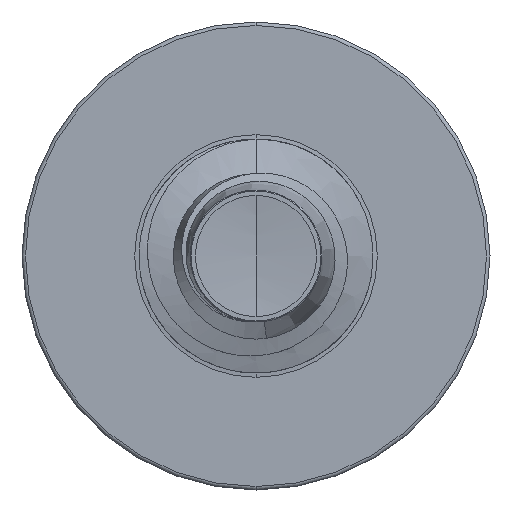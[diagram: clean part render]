
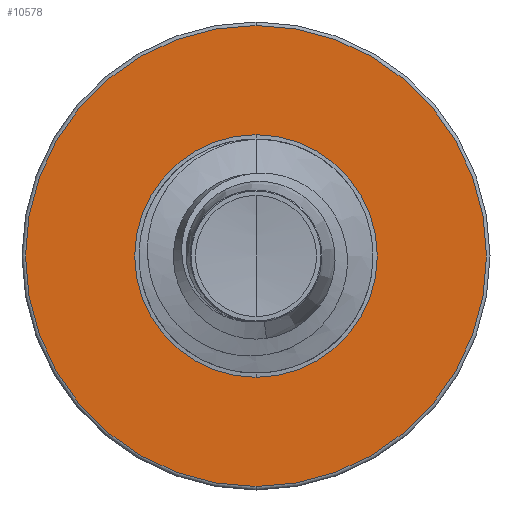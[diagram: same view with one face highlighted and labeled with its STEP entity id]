
A CAD part, front view. The second image highlights one B-rep face of the part: STEP entity #10578.
In plain terms, the highlighted planar face has unit normal (0, -1, 0).
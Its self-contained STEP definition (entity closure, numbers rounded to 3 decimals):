
#536 = FACE_OUTER_BOUND ( 'NONE', #9504, .T. ) ;
#559 = CIRCLE ( 'NONE', #5593, 2.463 ) ;
#1157 = ORIENTED_EDGE ( 'NONE', *, *, #8578, .F. ) ;
#1699 = DIRECTION ( 'NONE',  ( 0., 0., 1. ) ) ;
#1722 = DIRECTION ( 'NONE',  ( 0., 1., 0. ) ) ;
#1726 = CARTESIAN_POINT ( 'NONE',  ( 0., 6., 2.463 ) ) ;
#1746 = CARTESIAN_POINT ( 'NONE',  ( 0., 6., 0. ) ) ;
#3754 = VERTEX_POINT ( 'NONE', #1726 ) ;
#4188 = CARTESIAN_POINT ( 'NONE',  ( 0., 6., -1.296 ) ) ;
#4571 = EDGE_CURVE ( 'NONE', #5942, #12467, #12941, .T. ) ;
#5593 = AXIS2_PLACEMENT_3D ( 'NONE', #1746, #1722, #1699 ) ;
#5942 = VERTEX_POINT ( 'NONE', #4188 ) ;
#6844 = AXIS2_PLACEMENT_3D ( 'NONE', #10500, #10279, #10103 ) ;
#7109 = AXIS2_PLACEMENT_3D ( 'NONE', #7331, #7187, #7171 ) ;
#7171 = DIRECTION ( 'NONE',  ( 0., 0., 1. ) ) ;
#7187 = DIRECTION ( 'NONE',  ( 0., 1., 0. ) ) ;
#7208 = PLANE ( 'NONE',  #7109 ) ;
#7331 = CARTESIAN_POINT ( 'NONE',  ( 0., 6., -1.296 ) ) ;
#8339 = EDGE_LOOP ( 'NONE', ( #9140, #13575 ) ) ;
#8578 = EDGE_CURVE ( 'NONE', #11507, #3754, #559, .T. ) ;
#8844 = DIRECTION ( 'NONE',  ( 0., 0., 1. ) ) ;
#8848 = DIRECTION ( 'NONE',  ( 0., 1., 0. ) ) ;
#8858 = CARTESIAN_POINT ( 'NONE',  ( 0., 6., 0. ) ) ;
#9140 = ORIENTED_EDGE ( 'NONE', *, *, #10262, .T. ) ;
#9465 = CIRCLE ( 'NONE', #10775, 1.296 ) ;
#9504 = EDGE_LOOP ( 'NONE', ( #13407, #1157 ) ) ;
#9564 = CARTESIAN_POINT ( 'NONE',  ( 0., 6., -2.462 ) ) ;
#9803 = EDGE_CURVE ( 'NONE', #3754, #11507, #12824, .T. ) ;
#10103 = DIRECTION ( 'NONE',  ( 0., 0., 1. ) ) ;
#10262 = EDGE_CURVE ( 'NONE', #12467, #5942, #9465, .T. ) ;
#10279 = DIRECTION ( 'NONE',  ( 0., 1., 0. ) ) ;
#10500 = CARTESIAN_POINT ( 'NONE',  ( 0., 6., 0. ) ) ;
#10578 = ADVANCED_FACE ( 'NONE', ( #536, #11257 ), #7208, .F. ) ;
#10775 = AXIS2_PLACEMENT_3D ( 'NONE', #8858, #8848, #8844 ) ;
#11257 = FACE_BOUND ( 'NONE', #8339, .T. ) ;
#11507 = VERTEX_POINT ( 'NONE', #9564 ) ;
#11546 = DIRECTION ( 'NONE',  ( 0., 0., 1. ) ) ;
#11560 = DIRECTION ( 'NONE',  ( 0., 1., 0. ) ) ;
#11586 = CARTESIAN_POINT ( 'NONE',  ( 0., 6., 0. ) ) ;
#12467 = VERTEX_POINT ( 'NONE', #13632 ) ;
#12481 = AXIS2_PLACEMENT_3D ( 'NONE', #11586, #11560, #11546 ) ;
#12824 = CIRCLE ( 'NONE', #12481, 2.463 ) ;
#12941 = CIRCLE ( 'NONE', #6844, 1.296 ) ;
#13407 = ORIENTED_EDGE ( 'NONE', *, *, #9803, .F. ) ;
#13575 = ORIENTED_EDGE ( 'NONE', *, *, #4571, .T. ) ;
#13632 = CARTESIAN_POINT ( 'NONE',  ( 0., 6., 1.296 ) ) ;
